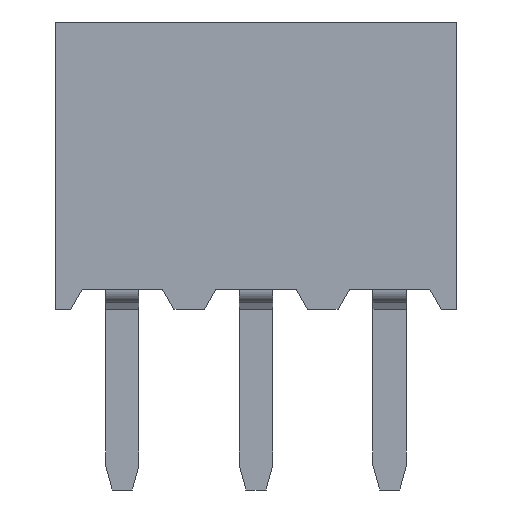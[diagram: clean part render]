
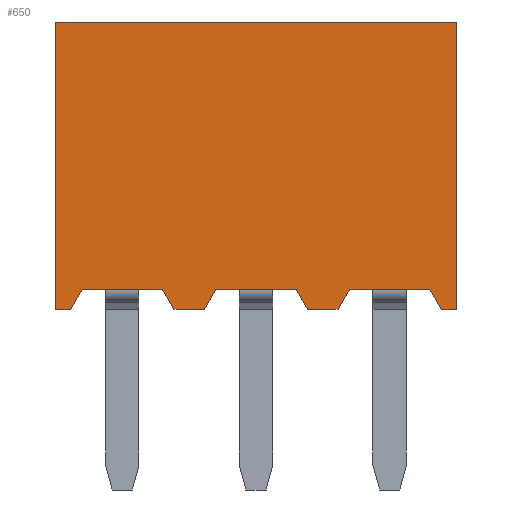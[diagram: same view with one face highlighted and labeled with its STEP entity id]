
A CAD part, front view. The second image highlights one B-rep face of the part: STEP entity #650.
In plain terms, the highlighted planar face has unit normal (0, -1, 0).
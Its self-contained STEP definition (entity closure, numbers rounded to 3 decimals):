
#650=ADVANCED_FACE('',(#2855),#2857,.T.);
#2855=FACE_BOUND('',#2856,.T.);
#2856=EDGE_LOOP('',(#4511,#4512,#4513,#4514,#4515,#4516,#4517,#4518,#4519,#4520,
#4521,#4522,#4523,#4524,#4525,#4526));
#2857=PLANE('',#2858);
#2858=AXIS2_PLACEMENT_3D('',#2859,#2860,#2861);
#2859=CARTESIAN_POINT('',(-1.,-1.2,0.));
#2860=DIRECTION('',(0.,-1.,0.));
#2861=DIRECTION('',(1.,0.,0.));
#4511=ORIENTED_EDGE('',*,*,#5599,.F.);
#4512=ORIENTED_EDGE('',*,*,#5643,.T.);
#4513=ORIENTED_EDGE('',*,*,#5647,.T.);
#4514=ORIENTED_EDGE('',*,*,#5706,.F.);
#4515=ORIENTED_EDGE('',*,*,#5652,.F.);
#4516=ORIENTED_EDGE('',*,*,#5657,.T.);
#4517=ORIENTED_EDGE('',*,*,#5659,.F.);
#4518=ORIENTED_EDGE('',*,*,#5575,.T.);
#4519=ORIENTED_EDGE('',*,*,#5662,.F.);
#4520=ORIENTED_EDGE('',*,*,#5666,.T.);
#4521=ORIENTED_EDGE('',*,*,#5615,.F.);
#4522=ORIENTED_EDGE('',*,*,#5585,.T.);
#4523=ORIENTED_EDGE('',*,*,#5619,.F.);
#4524=ORIENTED_EDGE('',*,*,#5668,.T.);
#4525=ORIENTED_EDGE('',*,*,#5603,.F.);
#4526=ORIENTED_EDGE('',*,*,#5579,.T.);
#5575=EDGE_CURVE('',#6255,#6253,#6256,.T.);
#5579=EDGE_CURVE('',#6263,#6261,#6264,.T.);
#5585=EDGE_CURVE('',#6274,#6275,#6276,.T.);
#5599=EDGE_CURVE('',#6301,#6303,#6304,.F.);
#5603=EDGE_CURVE('',#6309,#6311,#6312,.F.);
#5615=EDGE_CURVE('',#6333,#6335,#6336,.F.);
#5619=EDGE_CURVE('',#6341,#6343,#6344,.F.);
#5643=EDGE_CURVE('',#6301,#6388,#6390,.T.);
#5647=EDGE_CURVE('',#6388,#6394,#6396,.T.);
#5652=EDGE_CURVE('',#6401,#6403,#6404,.T.);
#5657=EDGE_CURVE('',#6401,#6410,#6412,.T.);
#5659=EDGE_CURVE('',#6361,#6410,#6414,.F.);
#5662=EDGE_CURVE('',#6417,#6363,#6419,.F.);
#5666=EDGE_CURVE('',#6417,#6335,#6423,.T.);
#5668=EDGE_CURVE('',#6341,#6311,#6425,.T.);
#5706=EDGE_CURVE('',#6403,#6394,#6475,.T.);
#6253=VERTEX_POINT('',#7382);
#6255=VERTEX_POINT('',#7386);
#6256=LINE('',#7387,#7388);
#6261=VERTEX_POINT('',#7398);
#6263=VERTEX_POINT('',#7402);
#6264=LINE('',#7403,#7404);
#6274=VERTEX_POINT('',#7425);
#6275=VERTEX_POINT('',#7426);
#6276=LINE('',#7427,#7428);
#6301=VERTEX_POINT('',#7478);
#6303=VERTEX_POINT('',#7482);
#6304=LINE('',#7483,#7484);
#6309=VERTEX_POINT('',#7494);
#6311=VERTEX_POINT('',#7498);
#6312=LINE('',#7499,#7500);
#6333=VERTEX_POINT('',#7542);
#6335=VERTEX_POINT('',#7546);
#6336=LINE('',#7547,#7548);
#6341=VERTEX_POINT('',#7558);
#6343=VERTEX_POINT('',#7562);
#6344=LINE('',#7563,#7564);
#6361=VERTEX_POINT('',#7596);
#6363=VERTEX_POINT('',#7600);
#6388=VERTEX_POINT('',#7653);
#6390=LINE('',#7657,#7658);
#6394=VERTEX_POINT('',#7667);
#6396=LINE('',#7671,#7672);
#6401=VERTEX_POINT('',#7684);
#6403=VERTEX_POINT('',#7688);
#6404=LINE('',#7689,#7690);
#6410=VERTEX_POINT('',#7703);
#6412=LINE('',#7707,#7708);
#6414=LINE('',#7713,#7714);
#6417=VERTEX_POINT('',#7720);
#6419=LINE('',#7724,#7725);
#6423=LINE('',#7736,#7737);
#6425=LINE('',#7742,#7743);
#6475=LINE('',#7868,#7869);
#7382=CARTESIAN_POINT('',(0.6,-1.2,0.3));
#7386=CARTESIAN_POINT('',(-0.6,-1.2,0.3));
#7387=CARTESIAN_POINT('',(-0.6,-1.2,0.3));
#7388=VECTOR('',#7389,1.);
#7389=DIRECTION('',(1.,0.,0.));
#7398=CARTESIAN_POINT('',(4.6,-1.2,0.3));
#7402=CARTESIAN_POINT('',(3.4,-1.2,0.3));
#7403=CARTESIAN_POINT('',(3.4,-1.2,0.3));
#7404=VECTOR('',#7405,1.);
#7405=DIRECTION('',(1.,0.,0.));
#7425=CARTESIAN_POINT('',(1.4,-1.2,0.3));
#7426=CARTESIAN_POINT('',(2.6,-1.2,0.3));
#7427=CARTESIAN_POINT('',(1.4,-1.2,0.3));
#7428=VECTOR('',#7429,1.);
#7429=DIRECTION('',(1.,0.,0.));
#7478=CARTESIAN_POINT('',(4.773,-1.2,0.));
#7482=CARTESIAN_POINT('',(4.6,-1.2,0.3));
#7483=CARTESIAN_POINT('',(4.6,-1.2,0.3));
#7484=VECTOR('',#7485,1.);
#7485=DIRECTION('',(0.5,0.,-0.866));
#7494=CARTESIAN_POINT('',(3.4,-1.2,0.3));
#7498=CARTESIAN_POINT('',(3.227,-1.2,0.));
#7499=CARTESIAN_POINT('',(3.227,-1.2,0.));
#7500=VECTOR('',#7501,1.);
#7501=DIRECTION('',(0.5,0.,0.866));
#7542=CARTESIAN_POINT('',(1.4,-1.2,0.3));
#7546=CARTESIAN_POINT('',(1.227,-1.2,0.));
#7547=CARTESIAN_POINT('',(1.227,-1.2,0.));
#7548=VECTOR('',#7549,1.);
#7549=DIRECTION('',(0.5,0.,0.866));
#7558=CARTESIAN_POINT('',(2.773,-1.2,0.));
#7562=CARTESIAN_POINT('',(2.6,-1.2,0.3));
#7563=CARTESIAN_POINT('',(2.6,-1.2,0.3));
#7564=VECTOR('',#7565,1.);
#7565=DIRECTION('',(0.5,0.,-0.866));
#7596=CARTESIAN_POINT('',(-0.6,-1.2,0.3));
#7600=CARTESIAN_POINT('',(0.6,-1.2,0.3));
#7653=CARTESIAN_POINT('',(5.,-1.2,0.));
#7657=CARTESIAN_POINT('',(4.773,-1.2,0.));
#7658=VECTOR('',#7659,1.);
#7659=DIRECTION('',(1.,0.,0.));
#7667=CARTESIAN_POINT('',(5.,-1.2,4.3));
#7671=CARTESIAN_POINT('',(5.,-1.2,0.));
#7672=VECTOR('',#7673,1.);
#7673=DIRECTION('',(0.,0.,1.));
#7684=CARTESIAN_POINT('',(-1.,-1.2,0.));
#7688=CARTESIAN_POINT('',(-1.,-1.2,4.3));
#7689=CARTESIAN_POINT('',(-1.,-1.2,0.));
#7690=VECTOR('',#7691,1.);
#7691=DIRECTION('',(0.,0.,1.));
#7703=CARTESIAN_POINT('',(-0.773,-1.2,0.));
#7707=CARTESIAN_POINT('',(-1.,-1.2,0.));
#7708=VECTOR('',#7709,1.);
#7709=DIRECTION('',(1.,0.,0.));
#7713=CARTESIAN_POINT('',(-0.773,-1.2,0.));
#7714=VECTOR('',#7715,1.);
#7715=DIRECTION('',(0.5,0.,0.866));
#7720=CARTESIAN_POINT('',(0.773,-1.2,0.));
#7724=CARTESIAN_POINT('',(0.6,-1.2,0.3));
#7725=VECTOR('',#7726,1.);
#7726=DIRECTION('',(0.5,0.,-0.866));
#7736=CARTESIAN_POINT('',(0.773,-1.2,0.));
#7737=VECTOR('',#7738,1.);
#7738=DIRECTION('',(1.,0.,0.));
#7742=CARTESIAN_POINT('',(2.773,-1.2,0.));
#7743=VECTOR('',#7744,1.);
#7744=DIRECTION('',(1.,0.,0.));
#7868=CARTESIAN_POINT('',(-1.,-1.2,4.3));
#7869=VECTOR('',#7870,1.);
#7870=DIRECTION('',(1.,0.,0.));
